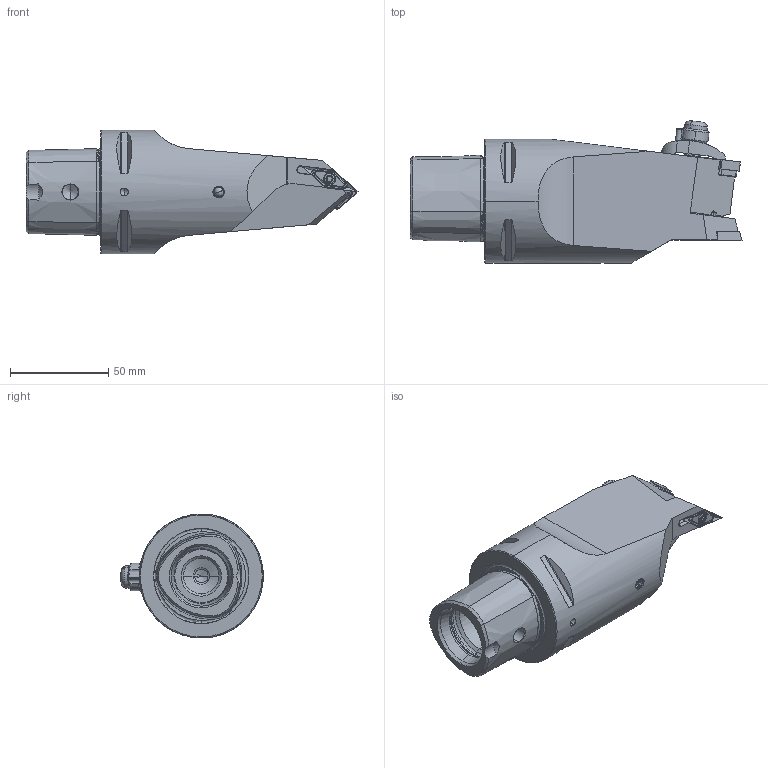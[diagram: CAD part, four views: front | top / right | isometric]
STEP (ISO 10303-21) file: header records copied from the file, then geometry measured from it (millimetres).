
FILE_DESCRIPTION (( 'STEP AP214' ), '1' );
FILE_NAME ('PS6.KCD.NVD.130-R.STEP', '2018-11-26T10:06:47', ( 'SWIAdmin' ), ( 'Hewlett-Packard Company' ), 'SwSTEP 2.0', 'SolidWorks 2017', '' );
FILE_SCHEMA (( 'AUTOMOTIVE_DESIGN' ));
Length unit declared in the file: millimetre
Products named in the file (13): PS6.KCD.NVD.130-R; KVT_MB_600_060; WCB-ER2.001.009_A; VBMT160404; ISO 13337 - 3 x 12_PreviewCfg; WCC-ER5.102.012_B; WCC-ER5.102.005_A; WCC-ER4.103.032_A; WCC-ER3.102.024_C; WCC-ER2.001.010_A; WCD-ER2.101.003_A; CNMG120404; PS6-KCD.NVD.130-R_A
Assembly tree (12 placements, depth 2):
  PS6.KCD.NVD.130-R
    PS6-KCD.NVD.130-R_A
    CNMG120404
    WCD-ER2.101.003_A
    WCC-ER2.001.010_A
    WCC-ER3.102.024_C
    WCC-ER4.103.032_A
    WCC-ER5.102.005_A
    WCC-ER5.102.012_B
    ISO 13337 - 3 x 12_PreviewCfg
    VBMT160404
    WCB-ER2.001.009_A
    KVT_MB_600_060
Bounding box: 168.81 x 72.44 x 63 mm (x, y, z)
Volume: 283139.1 mm3; surface area: 45341.8 mm2
Topology: 13 solids, 13 shells, 553 faces, 1363 edges, 818 vertices
Faces by surface type: cylinder 171, cone 156, plane 133, torus 65, bspline 24, sphere 4
Entity records: 18623 total; most frequent: CARTESIAN_POINT 5344, ORIENTED_EDGE 2666, DIRECTION 2652, EDGE_CURVE 1333, AXIS2_PLACEMENT_3D 1056, VERTEX_POINT 815, EDGE_LOOP 590, ADVANCED_FACE 553
